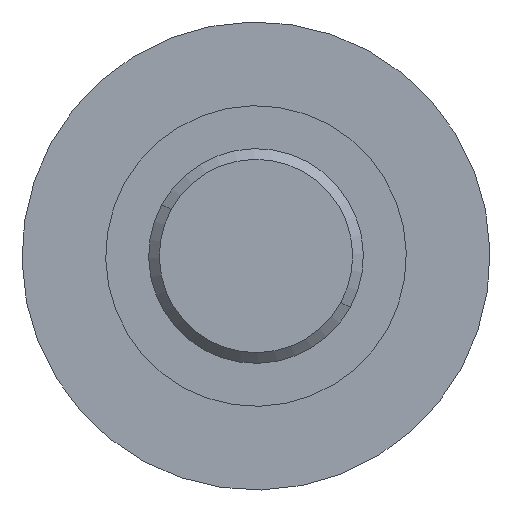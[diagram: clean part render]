
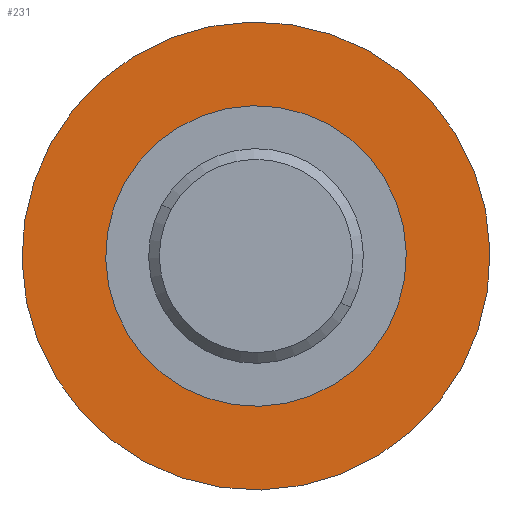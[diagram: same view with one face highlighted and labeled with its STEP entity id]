
A CAD part, left-side view. The second image highlights one B-rep face of the part: STEP entity #231.
In plain terms, the highlighted planar face has unit normal (-1, 0, 0).
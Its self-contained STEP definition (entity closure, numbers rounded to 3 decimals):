
#70=CARTESIAN_POINT('Vertex',(67.917,38.263,20.903)) ;
#73=CARTESIAN_POINT('Axis2P3D Location',(67.917,0.,0.)) ;
#77=CARTESIAN_POINT('Vertex',(67.917,-38.263,-20.903)) ;
#97=CARTESIAN_POINT('Axis2P3D Location',(67.917,0.,0.)) ;
#114=CARTESIAN_POINT('Axis2P3D Location',(67.917,0.,0.)) ;
#118=CARTESIAN_POINT('Vertex',(67.917,24.572,13.424)) ;
#120=CARTESIAN_POINT('Vertex',(67.917,-24.572,-13.424)) ;
#149=CARTESIAN_POINT('Axis2P3D Location',(67.917,0.,0.)) ;
#218=CARTESIAN_POINT('Axis2P3D Location',(67.917,28.,0.)) ;
#74=DIRECTION('Axis2P3D Direction',(1.,0.,0.)) ;
#98=DIRECTION('Axis2P3D Direction',(1.,0.,0.)) ;
#115=DIRECTION('Axis2P3D Direction',(1.,0.,0.)) ;
#150=DIRECTION('Axis2P3D Direction',(1.,0.,0.)) ;
#219=DIRECTION('Axis2P3D Direction',(1.,0.,0.)) ;
#220=DIRECTION('Axis2P3D XDirection',(0.,1.,0.)) ;
#75=AXIS2_PLACEMENT_3D('Circle Axis2P3D',#73,#74,$) ;
#99=AXIS2_PLACEMENT_3D('Circle Axis2P3D',#97,#98,$) ;
#116=AXIS2_PLACEMENT_3D('Circle Axis2P3D',#114,#115,$) ;
#151=AXIS2_PLACEMENT_3D('Circle Axis2P3D',#149,#150,$) ;
#221=AXIS2_PLACEMENT_3D('Plane Axis2P3D',#218,#219,#220) ;
#224=ORIENTED_EDGE('',*,*,#79,.F.) ;
#225=ORIENTED_EDGE('',*,*,#101,.F.) ;
#228=ORIENTED_EDGE('',*,*,#153,.T.) ;
#229=ORIENTED_EDGE('',*,*,#122,.T.) ;
#230=FACE_BOUND('',#227,.T.) ;
#231=ADVANCED_FACE('PartBody',(#226,#230),#222,.F.) ;
#76=CIRCLE('generated circle',#75,43.6) ;
#100=CIRCLE('generated circle',#99,43.6) ;
#117=CIRCLE('generated circle',#116,28.) ;
#152=CIRCLE('generated circle',#151,28.) ;
#79=EDGE_CURVE('',#71,#78,#76,.T.) ;
#101=EDGE_CURVE('',#78,#71,#100,.T.) ;
#122=EDGE_CURVE('',#119,#121,#117,.T.) ;
#153=EDGE_CURVE('',#121,#119,#152,.T.) ;
#223=EDGE_LOOP('',(#224,#225)) ;
#227=EDGE_LOOP('',(#228,#229)) ;
#226=FACE_OUTER_BOUND('',#223,.T.) ;
#222=PLANE('',#221) ;
#71=VERTEX_POINT('',#70) ;
#78=VERTEX_POINT('',#77) ;
#119=VERTEX_POINT('',#118) ;
#121=VERTEX_POINT('',#120) ;
